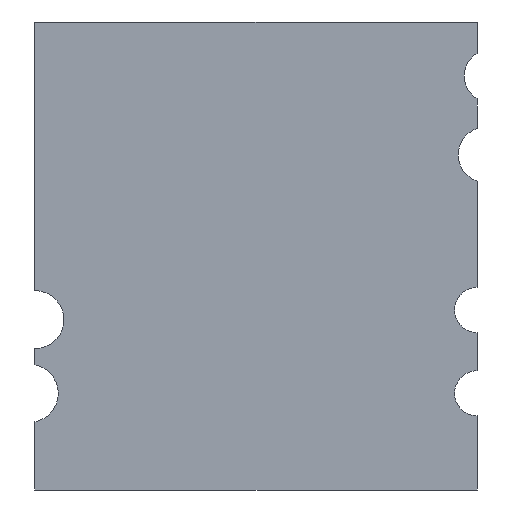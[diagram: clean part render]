
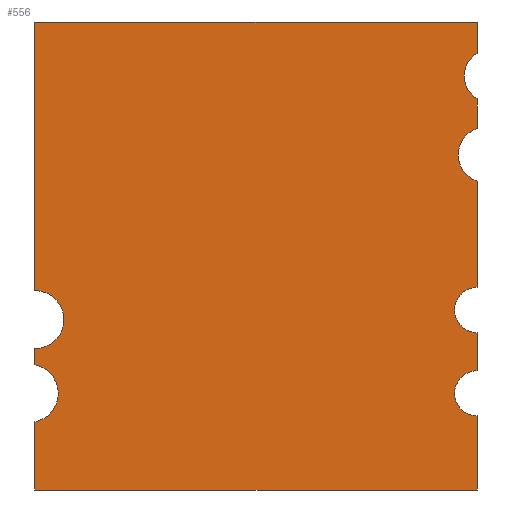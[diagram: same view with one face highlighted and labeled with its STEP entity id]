
A CAD part, front view. The second image highlights one B-rep face of the part: STEP entity #556.
In plain terms, the highlighted planar face has unit normal (0, -1, 0).
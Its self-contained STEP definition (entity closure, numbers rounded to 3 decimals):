
#2 = DIRECTION ( 'NONE',  ( 0., -1., 0. ) ) ;
#20 = VERTEX_POINT ( 'NONE', #150 ) ;
#24 = LINE ( 'NONE', #343, #445 ) ;
#28 = DIRECTION ( 'NONE',  ( 0., 0., 1. ) ) ;
#31 = VECTOR ( 'NONE', #122, 1000. ) ;
#35 = EDGE_CURVE ( 'NONE', #640, #594, #251, .T. ) ;
#36 = VECTOR ( 'NONE', #599, 1000. ) ;
#41 = DIRECTION ( 'NONE',  ( 0., 0., -1. ) ) ;
#43 = DIRECTION ( 'NONE',  ( 1., 0., 0. ) ) ;
#45 = ORIENTED_EDGE ( 'NONE', *, *, #470, .T. ) ;
#48 = CIRCLE ( 'NONE', #143, 0.766 ) ;
#49 = EDGE_CURVE ( 'NONE', #378, #578, #630, .T. ) ;
#59 = CARTESIAN_POINT ( 'NONE',  ( 0., 0., 0. ) ) ;
#62 = EDGE_CURVE ( 'NONE', #615, #395, #360, .T. ) ;
#77 = CARTESIAN_POINT ( 'NONE',  ( 6.096, 0., -6.45 ) ) ;
#82 = EDGE_CURVE ( 'NONE', #576, #578, #515, .T. ) ;
#84 = ORIENTED_EDGE ( 'NONE', *, *, #568, .T. ) ;
#90 = LINE ( 'NONE', #329, #31 ) ;
#95 = CARTESIAN_POINT ( 'NONE',  ( -6.096, 0., -1.755 ) ) ;
#102 = DIRECTION ( 'NONE',  ( 0., 0., -1. ) ) ;
#103 = ORIENTED_EDGE ( 'NONE', *, *, #320, .F. ) ;
#107 = DIRECTION ( 'NONE',  ( 0., 0., 1. ) ) ;
#110 = DIRECTION ( 'NONE',  ( 0., 1., 0. ) ) ;
#122 = DIRECTION ( 'NONE',  ( 1., 0., 0. ) ) ;
#125 = EDGE_CURVE ( 'NONE', #378, #20, #325, .T. ) ;
#132 = EDGE_CURVE ( 'NONE', #532, #426, #341, .T. ) ;
#136 = CARTESIAN_POINT ( 'NONE',  ( 6.096, 0., -6.45 ) ) ;
#138 = LINE ( 'NONE', #431, #347 ) ;
#143 = AXIS2_PLACEMENT_3D ( 'NONE', #147, #541, #246 ) ;
#146 = EDGE_CURVE ( 'NONE', #395, #277, #443, .T. ) ;
#147 = CARTESIAN_POINT ( 'NONE',  ( 6.342, 0., 2.788 ) ) ;
#148 = CIRCLE ( 'NONE', #330, 0.624 ) ;
#150 = CARTESIAN_POINT ( 'NONE',  ( -6.096, 0., -2.556 ) ) ;
#151 = DIRECTION ( 'NONE',  ( 0., -1., 0. ) ) ;
#154 = VERTEX_POINT ( 'NONE', #422 ) ;
#157 = VECTOR ( 'NONE', #373, 1000. ) ;
#163 = CARTESIAN_POINT ( 'NONE',  ( -6.096, 0., -6.45 ) ) ;
#166 = ORIENTED_EDGE ( 'NONE', *, *, #482, .F. ) ;
#171 = DIRECTION ( 'NONE',  ( 0., 0., 1. ) ) ;
#173 = DIRECTION ( 'NONE',  ( 0., 0., 1. ) ) ;
#177 = ORIENTED_EDGE ( 'NONE', *, *, #132, .T. ) ;
#188 = CARTESIAN_POINT ( 'NONE',  ( 6.096, 0., 6.45 ) ) ;
#200 = DIRECTION ( 'NONE',  ( 0., 0., 1. ) ) ;
#201 = ORIENTED_EDGE ( 'NONE', *, *, #125, .F. ) ;
#209 = CARTESIAN_POINT ( 'NONE',  ( 6.096, 0., -2.111 ) ) ;
#210 = ORIENTED_EDGE ( 'NONE', *, *, #286, .T. ) ;
#221 = ORIENTED_EDGE ( 'NONE', *, *, #82, .F. ) ;
#227 = VERTEX_POINT ( 'NONE', #275 ) ;
#234 = DIRECTION ( 'NONE',  ( 0., 0., 1. ) ) ;
#237 = EDGE_CURVE ( 'NONE', #365, #277, #90, .T. ) ;
#239 = ORIENTED_EDGE ( 'NONE', *, *, #455, .T. ) ;
#246 = DIRECTION ( 'NONE',  ( 0., 0., 1. ) ) ;
#247 = VECTOR ( 'NONE', #636, 1000. ) ;
#248 = CARTESIAN_POINT ( 'NONE',  ( 6.096, 0., -1.488 ) ) ;
#249 = CARTESIAN_POINT ( 'NONE',  ( 6.096, 0., -3.162 ) ) ;
#251 = LINE ( 'NONE', #452, #36 ) ;
#255 = VECTOR ( 'NONE', #173, 1000. ) ;
#256 = DIRECTION ( 'NONE',  ( 0., 0., 1. ) ) ;
#258 = LINE ( 'NONE', #136, #247 ) ;
#267 = VERTEX_POINT ( 'NONE', #377 ) ;
#269 = CARTESIAN_POINT ( 'NONE',  ( 6.096, 0., -6.45 ) ) ;
#275 = CARTESIAN_POINT ( 'NONE',  ( -6.096, 0., -0.953 ) ) ;
#277 = VERTEX_POINT ( 'NONE', #188 ) ;
#283 = AXIS2_PLACEMENT_3D ( 'NONE', #95, #151, #102 ) ;
#286 = EDGE_CURVE ( 'NONE', #516, #154, #138, .T. ) ;
#290 = ORIENTED_EDGE ( 'NONE', *, *, #638, .F. ) ;
#294 = DIRECTION ( 'NONE',  ( 0., -1., 0. ) ) ;
#301 = CARTESIAN_POINT ( 'NONE',  ( -6.096, 0., -6.45 ) ) ;
#307 = AXIS2_PLACEMENT_3D ( 'NONE', #363, #315, #497 ) ;
#308 = LINE ( 'NONE', #574, #406 ) ;
#310 = CARTESIAN_POINT ( 'NONE',  ( -6.096, 0., -4.572 ) ) ;
#312 = PLANE ( 'NONE',  #367 ) ;
#315 = DIRECTION ( 'NONE',  ( 0., 1., 0. ) ) ;
#320 = EDGE_CURVE ( 'NONE', #227, #365, #308, .T. ) ;
#325 = LINE ( 'NONE', #606, #579 ) ;
#329 = CARTESIAN_POINT ( 'NONE',  ( -6.096, 0., 6.45 ) ) ;
#330 = AXIS2_PLACEMENT_3D ( 'NONE', #248, #2, #358 ) ;
#341 = LINE ( 'NONE', #269, #255 ) ;
#343 = CARTESIAN_POINT ( 'NONE',  ( -6.096, 0., -6.45 ) ) ;
#347 = VECTOR ( 'NONE', #28, 1000. ) ;
#348 = CIRCLE ( 'NONE', #283, 0.802 ) ;
#351 = EDGE_LOOP ( 'NONE', ( #239, #380, #396, #484, #103, #584, #201, #517, #221, #45, #210, #166, #593, #290, #177, #84 ) ) ;
#358 = DIRECTION ( 'NONE',  ( 0., 0., -1. ) ) ;
#360 = CIRCLE ( 'NONE', #371, 0.73 ) ;
#363 = CARTESIAN_POINT ( 'NONE',  ( -6.253, 0., -3.786 ) ) ;
#365 = VERTEX_POINT ( 'NONE', #620 ) ;
#367 = AXIS2_PLACEMENT_3D ( 'NONE', #59, #402, #200 ) ;
#371 = AXIS2_PLACEMENT_3D ( 'NONE', #607, #110, #256 ) ;
#373 = DIRECTION ( 'NONE',  ( 0., 0., 1. ) ) ;
#377 = CARTESIAN_POINT ( 'NONE',  ( 6.096, 0., 3.513 ) ) ;
#378 = VERTEX_POINT ( 'NONE', #572 ) ;
#379 = CARTESIAN_POINT ( 'NONE',  ( 6.096, 0., 5.591 ) ) ;
#380 = ORIENTED_EDGE ( 'NONE', *, *, #62, .T. ) ;
#382 = FACE_OUTER_BOUND ( 'NONE', #351, .T. ) ;
#383 = CARTESIAN_POINT ( 'NONE',  ( 6.096, 0., -3.786 ) ) ;
#384 = VECTOR ( 'NONE', #171, 1000. ) ;
#395 = VERTEX_POINT ( 'NONE', #379 ) ;
#396 = ORIENTED_EDGE ( 'NONE', *, *, #146, .T. ) ;
#402 = DIRECTION ( 'NONE',  ( 0., 1., 0. ) ) ;
#406 = VECTOR ( 'NONE', #234, 1000. ) ;
#422 = CARTESIAN_POINT ( 'NONE',  ( 6.096, 0., -4.409 ) ) ;
#426 = VERTEX_POINT ( 'NONE', #536 ) ;
#431 = CARTESIAN_POINT ( 'NONE',  ( 6.096, 0., -6.45 ) ) ;
#443 = LINE ( 'NONE', #77, #157 ) ;
#445 = VECTOR ( 'NONE', #43, 1000. ) ;
#452 = CARTESIAN_POINT ( 'NONE',  ( 6.096, 0., -6.45 ) ) ;
#455 = EDGE_CURVE ( 'NONE', #267, #615, #258, .T. ) ;
#470 = EDGE_CURVE ( 'NONE', #576, #516, #24, .T. ) ;
#478 = CARTESIAN_POINT ( 'NONE',  ( 6.096, 0., -0.864 ) ) ;
#482 = EDGE_CURVE ( 'NONE', #640, #154, #558, .T. ) ;
#484 = ORIENTED_EDGE ( 'NONE', *, *, #237, .F. ) ;
#497 = DIRECTION ( 'NONE',  ( 0., 0., 1. ) ) ;
#515 = LINE ( 'NONE', #163, #384 ) ;
#516 = VERTEX_POINT ( 'NONE', #583 ) ;
#517 = ORIENTED_EDGE ( 'NONE', *, *, #49, .T. ) ;
#532 = VERTEX_POINT ( 'NONE', #478 ) ;
#535 = EDGE_CURVE ( 'NONE', #20, #227, #348, .T. ) ;
#536 = CARTESIAN_POINT ( 'NONE',  ( 6.096, 0., 2.063 ) ) ;
#541 = DIRECTION ( 'NONE',  ( 0., 1., 0. ) ) ;
#545 = CARTESIAN_POINT ( 'NONE',  ( 6.096, 0., 4.332 ) ) ;
#556 = ADVANCED_FACE ( 'NONE', ( #382 ), #312, .F. ) ;
#558 = CIRCLE ( 'NONE', #643, 0.624 ) ;
#568 = EDGE_CURVE ( 'NONE', #426, #267, #48, .T. ) ;
#572 = CARTESIAN_POINT ( 'NONE',  ( -6.096, 0., -3. ) ) ;
#574 = CARTESIAN_POINT ( 'NONE',  ( -6.096, 0., -6.45 ) ) ;
#576 = VERTEX_POINT ( 'NONE', #301 ) ;
#578 = VERTEX_POINT ( 'NONE', #310 ) ;
#579 = VECTOR ( 'NONE', #107, 1000. ) ;
#583 = CARTESIAN_POINT ( 'NONE',  ( 6.096, 0., -6.45 ) ) ;
#584 = ORIENTED_EDGE ( 'NONE', *, *, #535, .F. ) ;
#593 = ORIENTED_EDGE ( 'NONE', *, *, #35, .T. ) ;
#594 = VERTEX_POINT ( 'NONE', #209 ) ;
#599 = DIRECTION ( 'NONE',  ( 0., 0., 1. ) ) ;
#606 = CARTESIAN_POINT ( 'NONE',  ( -6.096, 0., -6.45 ) ) ;
#607 = CARTESIAN_POINT ( 'NONE',  ( 6.467, 0., 4.962 ) ) ;
#615 = VERTEX_POINT ( 'NONE', #545 ) ;
#620 = CARTESIAN_POINT ( 'NONE',  ( -6.096, 0., 6.45 ) ) ;
#630 = CIRCLE ( 'NONE', #307, 0.802 ) ;
#636 = DIRECTION ( 'NONE',  ( 0., 0., 1. ) ) ;
#638 = EDGE_CURVE ( 'NONE', #532, #594, #148, .T. ) ;
#640 = VERTEX_POINT ( 'NONE', #249 ) ;
#643 = AXIS2_PLACEMENT_3D ( 'NONE', #383, #294, #41 ) ;
